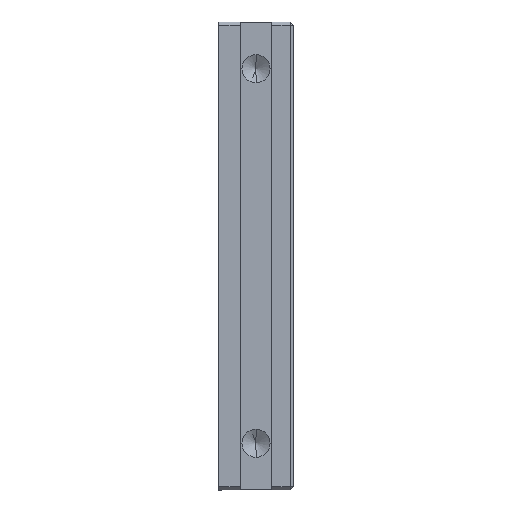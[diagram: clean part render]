
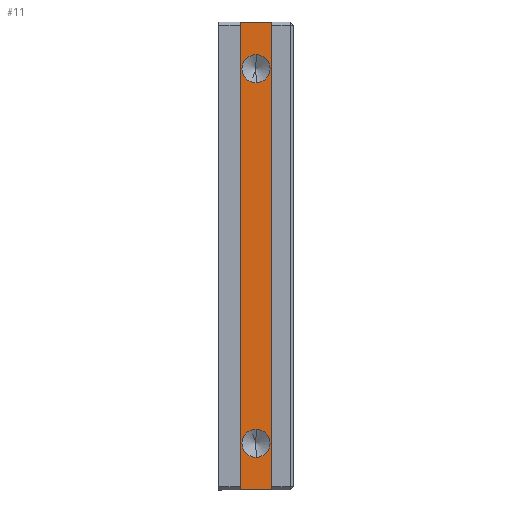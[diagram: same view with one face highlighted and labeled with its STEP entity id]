
A CAD part, front view. The second image highlights one B-rep face of the part: STEP entity #11.
In plain terms, the highlighted planar face has unit normal (0, -1, 0).
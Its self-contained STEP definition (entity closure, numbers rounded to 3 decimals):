
#11 = ADVANCED_FACE ( 'NONE', ( #1312, #1079, #1363 ), #976, .F. ) ;
#86 = VERTEX_POINT ( 'NONE', #788 ) ;
#112 = VERTEX_POINT ( 'NONE', #774 ) ;
#122 = VERTEX_POINT ( 'NONE', #767 ) ;
#132 = VERTEX_POINT ( 'NONE', #759 ) ;
#154 = VERTEX_POINT ( 'NONE', #752 ) ;
#183 = VERTEX_POINT ( 'NONE', #741 ) ;
#219 = VERTEX_POINT ( 'NONE', #719 ) ;
#239 = VERTEX_POINT ( 'NONE', #709 ) ;
#248 = EDGE_CURVE ( 'NONE', #219, #239, #1470, .T. ) ;
#257 = EDGE_CURVE ( 'NONE', #132, #122, #1231, .T. ) ;
#267 = EDGE_CURVE ( 'NONE', #154, #112, #1229, .T. ) ;
#324 = EDGE_CURVE ( 'NONE', #183, #86, #1211, .T. ) ;
#368 = EDGE_CURVE ( 'NONE', #112, #154, #447, .T. ) ;
#369 = EDGE_CURVE ( 'NONE', #122, #132, #458, .T. ) ;
#370 = EDGE_CURVE ( 'NONE', #183, #219, #478, .T. ) ;
#371 = EDGE_CURVE ( 'NONE', #86, #239, #482, .T. ) ;
#447 = CIRCLE ( 'NONE', #1636, 4.5 ) ;
#457 = VECTOR ( 'NONE', #1849, 1000. ) ;
#458 = CIRCLE ( 'NONE', #1642, 4.5 ) ;
#478 = LINE ( 'NONE', #1848, #457 ) ;
#481 = VECTOR ( 'NONE', #1772, 1000. ) ;
#482 = LINE ( 'NONE', #1759, #481 ) ;
#658 = DIRECTION ( 'NONE',  ( 0., 0., 1. ) ) ;
#659 = DIRECTION ( 'NONE',  ( 0., 1., 0. ) ) ;
#660 = CARTESIAN_POINT ( 'NONE',  ( 12., 3., -60. ) ) ;
#683 = DIRECTION ( 'NONE',  ( 0., 0., 1. ) ) ;
#684 = DIRECTION ( 'NONE',  ( 0., 1., 0. ) ) ;
#685 = CARTESIAN_POINT ( 'NONE',  ( 12., 3., 60. ) ) ;
#705 = DIRECTION ( 'NONE',  ( -1., 0., 0. ) ) ;
#707 = CARTESIAN_POINT ( 'NONE',  ( 0., 3., -75. ) ) ;
#709 = CARTESIAN_POINT ( 'NONE',  ( 7., 3., -75. ) ) ;
#719 = CARTESIAN_POINT ( 'NONE',  ( 17., 3., -75. ) ) ;
#741 = CARTESIAN_POINT ( 'NONE',  ( 17., 3., 75. ) ) ;
#752 = CARTESIAN_POINT ( 'NONE',  ( 12., 3., -64.5 ) ) ;
#759 = CARTESIAN_POINT ( 'NONE',  ( 12., 3., 55.5 ) ) ;
#767 = CARTESIAN_POINT ( 'NONE',  ( 12., 3., 64.5 ) ) ;
#774 = CARTESIAN_POINT ( 'NONE',  ( 12., 3., -55.5 ) ) ;
#788 = CARTESIAN_POINT ( 'NONE',  ( 7., 3., 75. ) ) ;
#961 = CARTESIAN_POINT ( 'NONE',  ( 7., 3., 272.607 ) ) ;
#966 = DIRECTION ( 'NONE',  ( 0., 0., 1. ) ) ;
#976 = PLANE ( 'NONE',  #1597 ) ;
#981 = DIRECTION ( 'NONE',  ( 0., 1., 0. ) ) ;
#1029 = VECTOR ( 'NONE', #1834, 1000. ) ;
#1067 = EDGE_LOOP ( 'NONE', ( #1339, #1376, #1344, #1320 ) ) ;
#1076 = EDGE_LOOP ( 'NONE', ( #1385, #1374 ) ) ;
#1079 = FACE_BOUND ( 'NONE', #1422, .T. ) ;
#1211 = LINE ( 'NONE', #1682, #1029 ) ;
#1229 = CIRCLE ( 'NONE', #1644, 4.5 ) ;
#1231 = CIRCLE ( 'NONE', #1569, 4.5 ) ;
#1312 = FACE_BOUND ( 'NONE', #1076, .T. ) ;
#1320 = ORIENTED_EDGE ( 'NONE', *, *, #371, .T. ) ;
#1332 = ORIENTED_EDGE ( 'NONE', *, *, #257, .T. ) ;
#1336 = ORIENTED_EDGE ( 'NONE', *, *, #369, .T. ) ;
#1339 = ORIENTED_EDGE ( 'NONE', *, *, #248, .F. ) ;
#1344 = ORIENTED_EDGE ( 'NONE', *, *, #324, .T. ) ;
#1363 = FACE_OUTER_BOUND ( 'NONE', #1067, .T. ) ;
#1374 = ORIENTED_EDGE ( 'NONE', *, *, #368, .T. ) ;
#1376 = ORIENTED_EDGE ( 'NONE', *, *, #370, .F. ) ;
#1385 = ORIENTED_EDGE ( 'NONE', *, *, #267, .T. ) ;
#1422 = EDGE_LOOP ( 'NONE', ( #1332, #1336 ) ) ;
#1470 = LINE ( 'NONE', #707, #1477 ) ;
#1477 = VECTOR ( 'NONE', #705, 1000. ) ;
#1569 = AXIS2_PLACEMENT_3D ( 'NONE', #685, #684, #683 ) ;
#1597 = AXIS2_PLACEMENT_3D ( 'NONE', #961, #981, #966 ) ;
#1636 = AXIS2_PLACEMENT_3D ( 'NONE', #1847, #1846, #1845 ) ;
#1642 = AXIS2_PLACEMENT_3D ( 'NONE', #1721, #1774, #1758 ) ;
#1644 = AXIS2_PLACEMENT_3D ( 'NONE', #660, #659, #658 ) ;
#1682 = CARTESIAN_POINT ( 'NONE',  ( 0., 3., 75. ) ) ;
#1721 = CARTESIAN_POINT ( 'NONE',  ( 12., 3., 60. ) ) ;
#1758 = DIRECTION ( 'NONE',  ( 0., 0., 1. ) ) ;
#1759 = CARTESIAN_POINT ( 'NONE',  ( 7., 3., 272.607 ) ) ;
#1772 = DIRECTION ( 'NONE',  ( 0., 0., -1. ) ) ;
#1774 = DIRECTION ( 'NONE',  ( 0., 1., 0. ) ) ;
#1834 = DIRECTION ( 'NONE',  ( -1., 0., 0. ) ) ;
#1845 = DIRECTION ( 'NONE',  ( 0., 0., 1. ) ) ;
#1846 = DIRECTION ( 'NONE',  ( 0., 1., 0. ) ) ;
#1847 = CARTESIAN_POINT ( 'NONE',  ( 12., 3., -60. ) ) ;
#1848 = CARTESIAN_POINT ( 'NONE',  ( 17., 3., 272.607 ) ) ;
#1849 = DIRECTION ( 'NONE',  ( 0., 0., -1. ) ) ;
